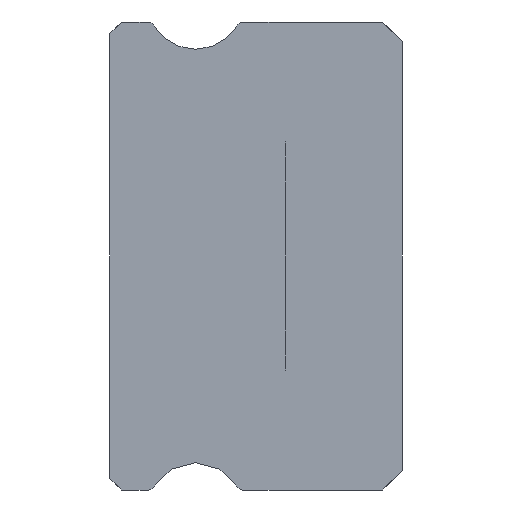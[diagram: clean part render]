
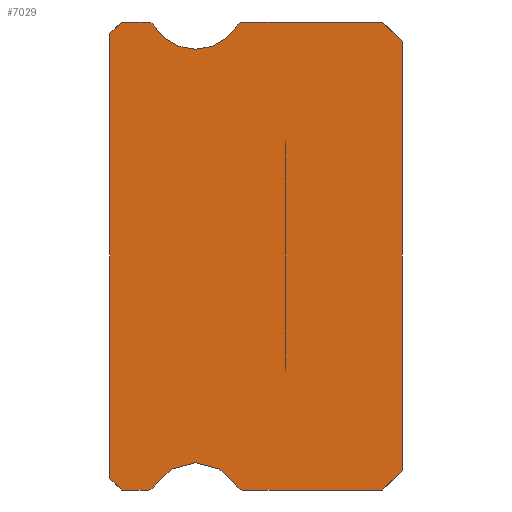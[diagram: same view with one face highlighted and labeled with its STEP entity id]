
A CAD part, left-side view. The second image highlights one B-rep face of the part: STEP entity #7029.
In plain terms, the highlighted planar face has unit normal (-1, 0, 0).
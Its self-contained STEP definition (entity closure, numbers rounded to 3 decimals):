
#45 = EDGE_LOOP ( 'NONE', ( #3552, #3615, #8655, #9198, #11172, #626, #2655, #9800, #2739, #1558, #12337, #6668, #604, #2912, #4991, #11553, #11490 ) ) ;
#253 = EDGE_CURVE ( 'NONE', #3816, #3352, #6053, .T. ) ;
#263 = CARTESIAN_POINT ( 'NONE',  ( -7.5, 6.512, 5.85 ) ) ;
#278 = CARTESIAN_POINT ( 'NONE',  ( -7.5, 7.2, 6. ) ) ;
#335 = AXIS2_PLACEMENT_3D ( 'NONE', #6146, #9116, #12016 ) ;
#361 = VERTEX_POINT ( 'NONE', #7866 ) ;
#436 = LINE ( 'NONE', #4082, #12397 ) ;
#604 = ORIENTED_EDGE ( 'NONE', *, *, #9856, .F. ) ;
#626 = ORIENTED_EDGE ( 'NONE', *, *, #4292, .F. ) ;
#690 = LINE ( 'NONE', #8385, #8833 ) ;
#814 = VERTEX_POINT ( 'NONE', #7526 ) ;
#898 = CARTESIAN_POINT ( 'NONE',  ( -7.5, 4.088, 6. ) ) ;
#1004 = CARTESIAN_POINT ( 'NONE',  ( -7.5, 7.5, 5.7 ) ) ;
#1130 = LINE ( 'NONE', #1004, #9468 ) ;
#1251 = DIRECTION ( 'NONE',  ( 0., 0., 1. ) ) ;
#1377 = LINE ( 'NONE', #6147, #8701 ) ;
#1427 = CARTESIAN_POINT ( 'NONE',  ( -7.5, 0.5, 6. ) ) ;
#1558 = ORIENTED_EDGE ( 'NONE', *, *, #2881, .T. ) ;
#1599 = EDGE_CURVE ( 'NONE', #5802, #10500, #690, .T. ) ;
#1625 = DIRECTION ( 'NONE',  ( 1., 0., 0. ) ) ;
#1685 = AXIS2_PLACEMENT_3D ( 'NONE', #7802, #11649, #2077 ) ;
#1712 = CIRCLE ( 'NONE', #8742, 0.15 ) ;
#1735 = EDGE_CURVE ( 'NONE', #6465, #11272, #1130, .T. ) ;
#1794 = DIRECTION ( 'NONE',  ( 0., 0., -1. ) ) ;
#1803 = CARTESIAN_POINT ( 'NONE',  ( -7.5, 0.5, 6. ) ) ;
#1902 = VECTOR ( 'NONE', #1251, 1000. ) ;
#2077 = DIRECTION ( 'NONE',  ( 0., 0., -1. ) ) ;
#2101 = EDGE_CURVE ( 'NONE', #2973, #814, #7662, .T. ) ;
#2181 = CARTESIAN_POINT ( 'NONE',  ( -7.5, 0.5, -6. ) ) ;
#2353 = AXIS2_PLACEMENT_3D ( 'NONE', #263, #7925, #11777 ) ;
#2438 = EDGE_CURVE ( 'NONE', #7790, #361, #6245, .T. ) ;
#2655 = ORIENTED_EDGE ( 'NONE', *, *, #3174, .F. ) ;
#2681 = DIRECTION ( 'NONE',  ( 0., 0., -1. ) ) ;
#2739 = ORIENTED_EDGE ( 'NONE', *, *, #5753, .F. ) ;
#2881 = EDGE_CURVE ( 'NONE', #11208, #8639, #4080, .T. ) ;
#2912 = ORIENTED_EDGE ( 'NONE', *, *, #4698, .F. ) ;
#2973 = VERTEX_POINT ( 'NONE', #4022 ) ;
#2991 = EDGE_CURVE ( 'NONE', #7299, #814, #7318, .T. ) ;
#3174 = EDGE_CURVE ( 'NONE', #3352, #11225, #11741, .T. ) ;
#3352 = VERTEX_POINT ( 'NONE', #5067 ) ;
#3552 = ORIENTED_EDGE ( 'NONE', *, *, #1735, .T. ) ;
#3615 = ORIENTED_EDGE ( 'NONE', *, *, #11814, .F. ) ;
#3816 = VERTEX_POINT ( 'NONE', #2181 ) ;
#4022 = CARTESIAN_POINT ( 'NONE',  ( -7.5, 7.2, -6. ) ) ;
#4080 = LINE ( 'NONE', #11584, #1902 ) ;
#4082 = CARTESIAN_POINT ( 'NONE',  ( -7.5, 7.2, 6. ) ) ;
#4087 = CARTESIAN_POINT ( 'NONE',  ( -7.5, 7.5, -5.7 ) ) ;
#4292 = EDGE_CURVE ( 'NONE', #11225, #7299, #11494, .T. ) ;
#4541 = CARTESIAN_POINT ( 'NONE',  ( -7.5, 0., -5.5 ) ) ;
#4602 = CARTESIAN_POINT ( 'NONE',  ( -7.5, 5.3, 6.55 ) ) ;
#4698 = EDGE_CURVE ( 'NONE', #6697, #9888, #5063, .T. ) ;
#4705 = DIRECTION ( 'NONE',  ( -1., 0., 0. ) ) ;
#4899 = VECTOR ( 'NONE', #9539, 1000. ) ;
#4991 = ORIENTED_EDGE ( 'NONE', *, *, #9877, .F. ) ;
#5020 = FACE_OUTER_BOUND ( 'NONE', #45, .T. ) ;
#5063 = CIRCLE ( 'NONE', #5676, 1.25 ) ;
#5067 = CARTESIAN_POINT ( 'NONE',  ( -7.5, 4.088, -6. ) ) ;
#5168 = CARTESIAN_POINT ( 'NONE',  ( -7.5, 6.512, 6. ) ) ;
#5418 = LINE ( 'NONE', #4541, #4899 ) ;
#5443 = DIRECTION ( 'NONE',  ( 0., -0.707, -0.707 ) ) ;
#5557 = VECTOR ( 'NONE', #8127, 1000. ) ;
#5617 = DIRECTION ( 'NONE',  ( -1., 0., 0. ) ) ;
#5647 = DIRECTION ( 'NONE',  ( 0., 0., -1. ) ) ;
#5659 = DIRECTION ( 'NONE',  ( 0., 0., -1. ) ) ;
#5676 = AXIS2_PLACEMENT_3D ( 'NONE', #4602, #5617, #1794 ) ;
#5753 = EDGE_CURVE ( 'NONE', #11208, #3816, #5418, .T. ) ;
#5802 = VERTEX_POINT ( 'NONE', #898 ) ;
#5850 = CARTESIAN_POINT ( 'NONE',  ( -7.5, 4.217, -5.925 ) ) ;
#6053 = LINE ( 'NONE', #10913, #5557 ) ;
#6146 = CARTESIAN_POINT ( 'NONE',  ( -7.5, 5.3, 6.55 ) ) ;
#6147 = CARTESIAN_POINT ( 'NONE',  ( -7.5, 7.5, 5.85 ) ) ;
#6245 = CIRCLE ( 'NONE', #9075, 0.15 ) ;
#6297 = AXIS2_PLACEMENT_3D ( 'NONE', #8490, #1625, #5647 ) ;
#6465 = VERTEX_POINT ( 'NONE', #278 ) ;
#6668 = ORIENTED_EDGE ( 'NONE', *, *, #1599, .F. ) ;
#6697 = VERTEX_POINT ( 'NONE', #11337 ) ;
#6786 = CARTESIAN_POINT ( 'NONE',  ( -7.5, 6.512, -6. ) ) ;
#6895 = VECTOR ( 'NONE', #9168, 1000. ) ;
#6990 = EDGE_CURVE ( 'NONE', #7790, #6465, #436, .T. ) ;
#7029 = ADVANCED_FACE ( 'NONE', ( #5020 ), #8881, .F. ) ;
#7299 = VERTEX_POINT ( 'NONE', #7544 ) ;
#7318 = CIRCLE ( 'NONE', #1685, 0.15 ) ;
#7526 = CARTESIAN_POINT ( 'NONE',  ( -7.5, 6.512, -6. ) ) ;
#7544 = CARTESIAN_POINT ( 'NONE',  ( -7.5, 6.383, -5.925 ) ) ;
#7662 = LINE ( 'NONE', #6786, #8859 ) ;
#7790 = VERTEX_POINT ( 'NONE', #5168 ) ;
#7802 = CARTESIAN_POINT ( 'NONE',  ( -7.5, 6.512, -5.85 ) ) ;
#7866 = CARTESIAN_POINT ( 'NONE',  ( -7.5, 6.383, 5.925 ) ) ;
#7925 = DIRECTION ( 'NONE',  ( 1., 0., 0. ) ) ;
#8038 = DIRECTION ( 'NONE',  ( 0., 0., -1. ) ) ;
#8094 = CARTESIAN_POINT ( 'NONE',  ( -7.5, 0., 5.5 ) ) ;
#8127 = DIRECTION ( 'NONE',  ( 0., 1., 0. ) ) ;
#8385 = CARTESIAN_POINT ( 'NONE',  ( -7.5, 6.512, 6. ) ) ;
#8424 = CARTESIAN_POINT ( 'NONE',  ( -7.5, 7.2, -6. ) ) ;
#8490 = CARTESIAN_POINT ( 'NONE',  ( -7.5, 4.088, -5.85 ) ) ;
#8639 = VERTEX_POINT ( 'NONE', #8094 ) ;
#8655 = ORIENTED_EDGE ( 'NONE', *, *, #9922, .T. ) ;
#8701 = VECTOR ( 'NONE', #10018, 1000. ) ;
#8742 = AXIS2_PLACEMENT_3D ( 'NONE', #11950, #10073, #8038 ) ;
#8833 = VECTOR ( 'NONE', #9524, 1000. ) ;
#8859 = VECTOR ( 'NONE', #12457, 1000. ) ;
#8881 = PLANE ( 'NONE',  #2353 ) ;
#8979 = VECTOR ( 'NONE', #5443, 1000. ) ;
#9013 = DIRECTION ( 'NONE',  ( 0., 1., 0. ) ) ;
#9075 = AXIS2_PLACEMENT_3D ( 'NONE', #12312, #9239, #2681 ) ;
#9116 = DIRECTION ( 'NONE',  ( -1., 0., 0. ) ) ;
#9168 = DIRECTION ( 'NONE',  ( 0., -0.707, -0.707 ) ) ;
#9198 = ORIENTED_EDGE ( 'NONE', *, *, #2101, .T. ) ;
#9239 = DIRECTION ( 'NONE',  ( 1., 0., 0. ) ) ;
#9430 = VERTEX_POINT ( 'NONE', #4087 ) ;
#9468 = VECTOR ( 'NONE', #10763, 1000. ) ;
#9524 = DIRECTION ( 'NONE',  ( 0., -1., 0. ) ) ;
#9539 = DIRECTION ( 'NONE',  ( 0., 0.707, -0.707 ) ) ;
#9800 = ORIENTED_EDGE ( 'NONE', *, *, #253, .F. ) ;
#9856 = EDGE_CURVE ( 'NONE', #9888, #5802, #1712, .T. ) ;
#9877 = EDGE_CURVE ( 'NONE', #361, #6697, #12163, .T. ) ;
#9888 = VERTEX_POINT ( 'NONE', #11250 ) ;
#9922 = EDGE_CURVE ( 'NONE', #9430, #2973, #10130, .T. ) ;
#10018 = DIRECTION ( 'NONE',  ( 0., 0., 1. ) ) ;
#10073 = DIRECTION ( 'NONE',  ( 1., 0., 0. ) ) ;
#10130 = LINE ( 'NONE', #8424, #8979 ) ;
#10427 = LINE ( 'NONE', #1803, #6895 ) ;
#10496 = AXIS2_PLACEMENT_3D ( 'NONE', #11396, #4705, #5659 ) ;
#10500 = VERTEX_POINT ( 'NONE', #1427 ) ;
#10763 = DIRECTION ( 'NONE',  ( 0., 0.707, -0.707 ) ) ;
#10913 = CARTESIAN_POINT ( 'NONE',  ( -7.5, 6.512, -6. ) ) ;
#11082 = CARTESIAN_POINT ( 'NONE',  ( -7.5, 7.5, 5.7 ) ) ;
#11172 = ORIENTED_EDGE ( 'NONE', *, *, #2991, .F. ) ;
#11208 = VERTEX_POINT ( 'NONE', #11657 ) ;
#11225 = VERTEX_POINT ( 'NONE', #5850 ) ;
#11250 = CARTESIAN_POINT ( 'NONE',  ( -7.5, 4.217, 5.925 ) ) ;
#11272 = VERTEX_POINT ( 'NONE', #11082 ) ;
#11337 = CARTESIAN_POINT ( 'NONE',  ( -7.5, 5.3, 5.3 ) ) ;
#11396 = CARTESIAN_POINT ( 'NONE',  ( -7.5, 5.3, -6.55 ) ) ;
#11490 = ORIENTED_EDGE ( 'NONE', *, *, #6990, .T. ) ;
#11494 = CIRCLE ( 'NONE', #10496, 1.25 ) ;
#11553 = ORIENTED_EDGE ( 'NONE', *, *, #2438, .F. ) ;
#11584 = CARTESIAN_POINT ( 'NONE',  ( -7.5, 0., 5.5 ) ) ;
#11649 = DIRECTION ( 'NONE',  ( 1., 0., 0. ) ) ;
#11657 = CARTESIAN_POINT ( 'NONE',  ( -7.5, 0., -5.5 ) ) ;
#11741 = CIRCLE ( 'NONE', #6297, 0.15 ) ;
#11777 = DIRECTION ( 'NONE',  ( 0., 0., -1. ) ) ;
#11814 = EDGE_CURVE ( 'NONE', #9430, #11272, #1377, .T. ) ;
#11950 = CARTESIAN_POINT ( 'NONE',  ( -7.5, 4.088, 5.85 ) ) ;
#12016 = DIRECTION ( 'NONE',  ( 0., 0., -1. ) ) ;
#12163 = CIRCLE ( 'NONE', #335, 1.25 ) ;
#12312 = CARTESIAN_POINT ( 'NONE',  ( -7.5, 6.512, 5.85 ) ) ;
#12337 = ORIENTED_EDGE ( 'NONE', *, *, #12359, .F. ) ;
#12359 = EDGE_CURVE ( 'NONE', #10500, #8639, #10427, .T. ) ;
#12397 = VECTOR ( 'NONE', #9013, 1000. ) ;
#12457 = DIRECTION ( 'NONE',  ( 0., -1., 0. ) ) ;
